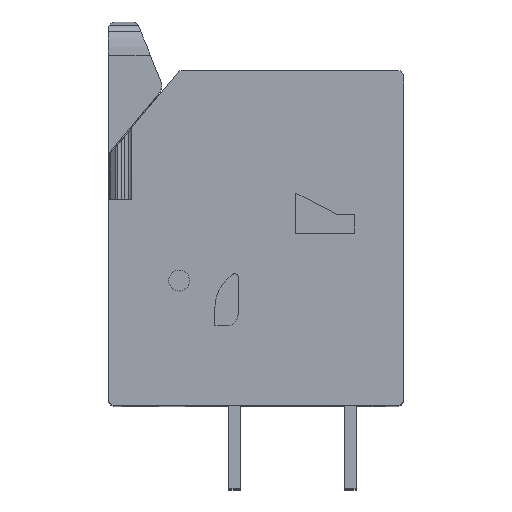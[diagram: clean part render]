
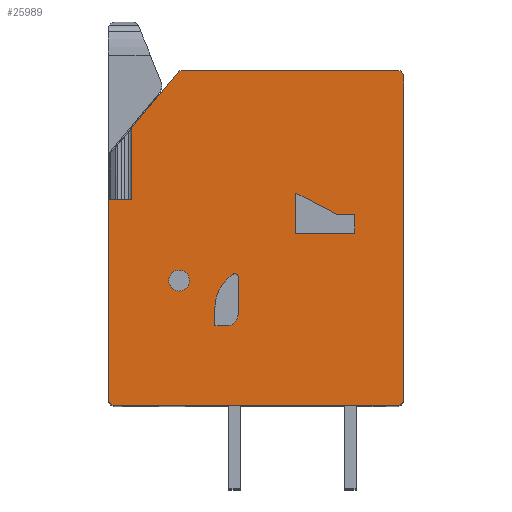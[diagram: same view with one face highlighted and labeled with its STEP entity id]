
A CAD part, top view. The second image highlights one B-rep face of the part: STEP entity #25989.
In plain terms, the highlighted planar face has unit normal (0, 0, 1).
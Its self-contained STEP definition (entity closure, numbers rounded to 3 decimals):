
#620=LINE('',#34542,#2652);
#621=LINE('',#34545,#2653);
#622=LINE('',#34547,#2654);
#623=LINE('',#34549,#2655);
#624=LINE('',#34551,#2656);
#625=LINE('',#34553,#2657);
#626=LINE('',#34555,#2658);
#627=LINE('',#34559,#2659);
#628=LINE('',#34563,#2660);
#629=LINE('',#34567,#2661);
#630=LINE('',#34571,#2662);
#631=LINE('',#34572,#2663);
#632=LINE('',#34575,#2664);
#633=LINE('',#34577,#2665);
#634=LINE('',#34579,#2666);
#635=LINE('',#34581,#2667);
#636=LINE('',#34582,#2668);
#637=LINE('',#34587,#2669);
#638=LINE('',#34591,#2670);
#639=LINE('',#34595,#2671);
#2652=VECTOR('',#28858,1000.);
#2653=VECTOR('',#28859,1000.);
#2654=VECTOR('',#28860,1000.);
#2655=VECTOR('',#28861,1000.);
#2656=VECTOR('',#28862,1000.);
#2657=VECTOR('',#28863,1000.);
#2658=VECTOR('',#28864,1000.);
#2659=VECTOR('',#28867,1000.);
#2660=VECTOR('',#28870,1000.);
#2661=VECTOR('',#28873,1000.);
#2662=VECTOR('',#28876,1000.);
#2663=VECTOR('',#28877,1000.);
#2664=VECTOR('',#28878,1000.);
#2665=VECTOR('',#28879,1000.);
#2666=VECTOR('',#28880,1000.);
#2667=VECTOR('',#28881,1000.);
#2668=VECTOR('',#28882,1000.);
#2669=VECTOR('',#28885,1000.);
#2670=VECTOR('',#28888,1000.);
#2671=VECTOR('',#28891,1000.);
#4684=ORIENTED_EDGE('',*,*,#10466,.F.);
#4685=ORIENTED_EDGE('',*,*,#10467,.F.);
#4686=ORIENTED_EDGE('',*,*,#10468,.T.);
#4687=ORIENTED_EDGE('',*,*,#10469,.T.);
#4688=ORIENTED_EDGE('',*,*,#10470,.T.);
#4689=ORIENTED_EDGE('',*,*,#10471,.F.);
#4690=ORIENTED_EDGE('',*,*,#10472,.T.);
#4691=ORIENTED_EDGE('',*,*,#10473,.T.);
#4692=ORIENTED_EDGE('',*,*,#10474,.T.);
#4693=ORIENTED_EDGE('',*,*,#10475,.T.);
#4694=ORIENTED_EDGE('',*,*,#10476,.T.);
#4695=ORIENTED_EDGE('',*,*,#10477,.T.);
#4696=ORIENTED_EDGE('',*,*,#10478,.T.);
#4697=ORIENTED_EDGE('',*,*,#10479,.T.);
#4698=ORIENTED_EDGE('',*,*,#10480,.T.);
#4699=ORIENTED_EDGE('',*,*,#10481,.T.);
#4700=ORIENTED_EDGE('',*,*,#10482,.F.);
#4701=ORIENTED_EDGE('',*,*,#10483,.F.);
#4702=ORIENTED_EDGE('',*,*,#10484,.F.);
#4703=ORIENTED_EDGE('',*,*,#10485,.F.);
#4704=ORIENTED_EDGE('',*,*,#10486,.F.);
#4705=ORIENTED_EDGE('',*,*,#10487,.F.);
#4706=ORIENTED_EDGE('',*,*,#10488,.F.);
#4707=ORIENTED_EDGE('',*,*,#10489,.F.);
#4708=ORIENTED_EDGE('',*,*,#10490,.F.);
#4709=ORIENTED_EDGE('',*,*,#10491,.F.);
#4710=ORIENTED_EDGE('',*,*,#10492,.F.);
#4711=ORIENTED_EDGE('',*,*,#10493,.F.);
#10466=EDGE_CURVE('',#13357,#13357,#15281,.T.);
#10467=EDGE_CURVE('',#13358,#13359,#620,.T.);
#10468=EDGE_CURVE('',#13358,#13360,#621,.T.);
#10469=EDGE_CURVE('',#13360,#13361,#622,.T.);
#10470=EDGE_CURVE('',#13361,#13362,#623,.T.);
#10471=EDGE_CURVE('',#13363,#13362,#624,.T.);
#10472=EDGE_CURVE('',#13363,#13364,#625,.T.);
#10473=EDGE_CURVE('',#13364,#13365,#626,.T.);
#10474=EDGE_CURVE('',#13365,#13366,#15282,.T.);
#10475=EDGE_CURVE('',#13366,#13367,#627,.T.);
#10476=EDGE_CURVE('',#13367,#13368,#15283,.T.);
#10477=EDGE_CURVE('',#13368,#13369,#628,.T.);
#10478=EDGE_CURVE('',#13369,#13370,#15284,.T.);
#10479=EDGE_CURVE('',#13370,#13371,#629,.T.);
#10480=EDGE_CURVE('',#13371,#13372,#15285,.T.);
#10481=EDGE_CURVE('',#13372,#13359,#630,.T.);
#10482=EDGE_CURVE('',#13373,#13374,#631,.T.);
#10483=EDGE_CURVE('',#13375,#13373,#632,.T.);
#10484=EDGE_CURVE('',#13376,#13375,#633,.T.);
#10485=EDGE_CURVE('',#13377,#13376,#634,.T.);
#10486=EDGE_CURVE('',#13374,#13377,#635,.T.);
#10487=EDGE_CURVE('',#13378,#13379,#636,.T.);
#10488=EDGE_CURVE('',#13380,#13378,#15286,.T.);
#10489=EDGE_CURVE('',#13381,#13380,#637,.T.);
#10490=EDGE_CURVE('',#13382,#13381,#15287,.T.);
#10491=EDGE_CURVE('',#13383,#13382,#638,.T.);
#10492=EDGE_CURVE('',#13384,#13383,#15288,.T.);
#10493=EDGE_CURVE('',#13379,#13384,#639,.T.);
#13357=VERTEX_POINT('',#34541);
#13358=VERTEX_POINT('',#34543);
#13359=VERTEX_POINT('',#34544);
#13360=VERTEX_POINT('',#34546);
#13361=VERTEX_POINT('',#34548);
#13362=VERTEX_POINT('',#34550);
#13363=VERTEX_POINT('',#34552);
#13364=VERTEX_POINT('',#34554);
#13365=VERTEX_POINT('',#34556);
#13366=VERTEX_POINT('',#34558);
#13367=VERTEX_POINT('',#34560);
#13368=VERTEX_POINT('',#34562);
#13369=VERTEX_POINT('',#34564);
#13370=VERTEX_POINT('',#34566);
#13371=VERTEX_POINT('',#34568);
#13372=VERTEX_POINT('',#34570);
#13373=VERTEX_POINT('',#34573);
#13374=VERTEX_POINT('',#34574);
#13375=VERTEX_POINT('',#34576);
#13376=VERTEX_POINT('',#34578);
#13377=VERTEX_POINT('',#34580);
#13378=VERTEX_POINT('',#34583);
#13379=VERTEX_POINT('',#34584);
#13380=VERTEX_POINT('',#34586);
#13381=VERTEX_POINT('',#34588);
#13382=VERTEX_POINT('',#34590);
#13383=VERTEX_POINT('',#34592);
#13384=VERTEX_POINT('',#34594);
#15281=CIRCLE('',#27027,0.45);
#15282=CIRCLE('',#27028,0.3);
#15283=CIRCLE('',#27029,0.3);
#15284=CIRCLE('',#27030,0.3);
#15285=CIRCLE('',#27031,0.3);
#15286=CIRCLE('',#27032,1.6);
#15287=CIRCLE('',#27033,0.15);
#15288=CIRCLE('',#27034,0.5);
#15959=EDGE_LOOP('',(#4684));
#15960=EDGE_LOOP('',(#4685,#4686,#4687,#4688,#4689,#4690,#4691,#4692,#4693,
#4694,#4695,#4696,#4697,#4698,#4699));
#15961=EDGE_LOOP('',(#4700,#4701,#4702,#4703,#4704));
#15962=EDGE_LOOP('',(#4705,#4706,#4707,#4708,#4709,#4710,#4711));
#17054=FACE_BOUND('',#15959,.T.);
#17055=FACE_BOUND('',#15960,.T.);
#17056=FACE_BOUND('',#15961,.T.);
#17057=FACE_BOUND('',#15962,.T.);
#18149=PLANE('',#27026);
#25989=ADVANCED_FACE('',(#17054,#17055,#17056,#17057),#18149,.T.);
#27026=AXIS2_PLACEMENT_3D('',#34539,#28854,#28855);
#27027=AXIS2_PLACEMENT_3D('',#34540,#28856,#28857);
#27028=AXIS2_PLACEMENT_3D('',#34557,#28865,#28866);
#27029=AXIS2_PLACEMENT_3D('',#34561,#28868,#28869);
#27030=AXIS2_PLACEMENT_3D('',#34565,#28871,#28872);
#27031=AXIS2_PLACEMENT_3D('',#34569,#28874,#28875);
#27032=AXIS2_PLACEMENT_3D('',#34585,#28883,#28884);
#27033=AXIS2_PLACEMENT_3D('',#34589,#28886,#28887);
#27034=AXIS2_PLACEMENT_3D('',#34593,#28889,#28890);
#28854=DIRECTION('',(0.,0.,1.));
#28855=DIRECTION('',(1.,0.,0.));
#28856=DIRECTION('',(0.,0.,1.));
#28857=DIRECTION('',(1.,0.,0.));
#28858=DIRECTION('',(0.,1.,0.));
#28859=DIRECTION('',(-1.,0.,0.));
#28860=DIRECTION('',(0.,1.,0.));
#28861=DIRECTION('',(-0.643,-0.766,0.));
#28862=DIRECTION('',(0.,1.,0.));
#28863=DIRECTION('',(-1.,0.,0.));
#28864=DIRECTION('',(0.,-1.,0.));
#28865=DIRECTION('',(0.,0.,1.));
#28866=DIRECTION('',(1.,0.,0.));
#28867=DIRECTION('',(1.,0.,0.));
#28868=DIRECTION('',(0.,0.,1.));
#28869=DIRECTION('',(1.,0.,0.));
#28870=DIRECTION('',(0.,1.,0.));
#28871=DIRECTION('',(0.,0.,1.));
#28872=DIRECTION('',(1.,0.,0.));
#28873=DIRECTION('',(-1.,0.,0.));
#28874=DIRECTION('',(0.,0.,1.));
#28875=DIRECTION('',(1.,0.,0.));
#28876=DIRECTION('',(-0.643,-0.766,0.));
#28877=DIRECTION('',(0.,-1.,0.));
#28878=DIRECTION('',(-0.888,0.461,0.));
#28879=DIRECTION('',(-1.,0.,0.));
#28880=DIRECTION('',(0.,1.,0.));
#28881=DIRECTION('',(1.,0.,0.));
#28882=DIRECTION('',(0.,-1.,0.));
#28883=DIRECTION('',(0.,0.,1.));
#28884=DIRECTION('',(1.,0.,0.));
#28885=DIRECTION('',(-0.707,-0.707,0.));
#28886=DIRECTION('',(0.,0.,1.));
#28887=DIRECTION('',(1.,0.,0.));
#28888=DIRECTION('',(0.,1.,0.));
#28889=DIRECTION('',(0.,0.,1.));
#28890=DIRECTION('',(1.,0.,0.));
#28891=DIRECTION('',(1.,0.,0.));
#34539=CARTESIAN_POINT('',(-10.15,0.3,28.));
#34540=CARTESIAN_POINT('',(-7.4,5.4,28.));
#34541=CARTESIAN_POINT('',(-6.95,5.4,28.));
#34542=CARTESIAN_POINT('',(-9.45,0.3,28.));
#34543=CARTESIAN_POINT('',(-9.45,8.9,28.));
#34544=CARTESIAN_POINT('',(-9.45,11.997,28.));
#34545=CARTESIAN_POINT('',(-10.15,8.9,28.));
#34546=CARTESIAN_POINT('',(-10.043,8.9,28.));
#34547=CARTESIAN_POINT('',(-10.043,8.9,28.));
#34548=CARTESIAN_POINT('',(-10.043,11.291,28.));
#34549=CARTESIAN_POINT('',(-7.44,14.393,28.));
#34550=CARTESIAN_POINT('',(-10.046,11.287,28.));
#34551=CARTESIAN_POINT('',(-10.046,8.9,28.));
#34552=CARTESIAN_POINT('',(-10.046,8.9,28.));
#34553=CARTESIAN_POINT('',(-10.15,8.9,28.));
#34554=CARTESIAN_POINT('',(-10.45,8.9,28.));
#34555=CARTESIAN_POINT('',(-10.45,10.806,28.));
#34556=CARTESIAN_POINT('',(-10.45,0.3,28.));
#34557=CARTESIAN_POINT('',(-10.15,0.3,28.));
#34558=CARTESIAN_POINT('',(-10.15,0.,28.));
#34559=CARTESIAN_POINT('',(-10.15,0.,28.));
#34560=CARTESIAN_POINT('',(2.,0.,28.));
#34561=CARTESIAN_POINT('',(2.,0.3,28.));
#34562=CARTESIAN_POINT('',(2.3,0.3,28.));
#34563=CARTESIAN_POINT('',(2.3,0.3,28.));
#34564=CARTESIAN_POINT('',(2.3,14.2,28.));
#34565=CARTESIAN_POINT('',(2.,14.2,28.));
#34566=CARTESIAN_POINT('',(2.,14.5,28.));
#34567=CARTESIAN_POINT('',(2.,14.5,28.));
#34568=CARTESIAN_POINT('',(-7.21,14.5,28.));
#34569=CARTESIAN_POINT('',(-7.21,14.2,28.));
#34570=CARTESIAN_POINT('',(-7.44,14.393,28.));
#34571=CARTESIAN_POINT('',(-7.44,14.393,28.));
#34572=CARTESIAN_POINT('',(-2.35,9.184,28.));
#34573=CARTESIAN_POINT('',(-2.35,9.184,28.));
#34574=CARTESIAN_POINT('',(-2.35,7.45,28.));
#34575=CARTESIAN_POINT('',(-0.55,8.25,28.));
#34576=CARTESIAN_POINT('',(-0.55,8.25,28.));
#34577=CARTESIAN_POINT('',(0.2,8.25,28.));
#34578=CARTESIAN_POINT('',(0.2,8.25,28.));
#34579=CARTESIAN_POINT('',(0.2,7.45,28.));
#34580=CARTESIAN_POINT('',(0.2,7.45,28.));
#34581=CARTESIAN_POINT('',(-2.35,7.45,28.));
#34582=CARTESIAN_POINT('',(-5.85,4.249,28.));
#34583=CARTESIAN_POINT('',(-5.85,4.249,28.));
#34584=CARTESIAN_POINT('',(-5.85,3.45,28.));
#34585=CARTESIAN_POINT('',(-4.25,4.249,28.));
#34586=CARTESIAN_POINT('',(-5.381,5.381,28.));
#34587=CARTESIAN_POINT('',(-5.106,5.656,28.));
#34588=CARTESIAN_POINT('',(-5.106,5.656,28.));
#34589=CARTESIAN_POINT('',(-5.,5.55,28.));
#34590=CARTESIAN_POINT('',(-4.85,5.55,28.));
#34591=CARTESIAN_POINT('',(-4.85,3.95,28.));
#34592=CARTESIAN_POINT('',(-4.85,3.95,28.));
#34593=CARTESIAN_POINT('',(-5.35,3.95,28.));
#34594=CARTESIAN_POINT('',(-5.35,3.45,28.));
#34595=CARTESIAN_POINT('',(-5.85,3.45,28.));
